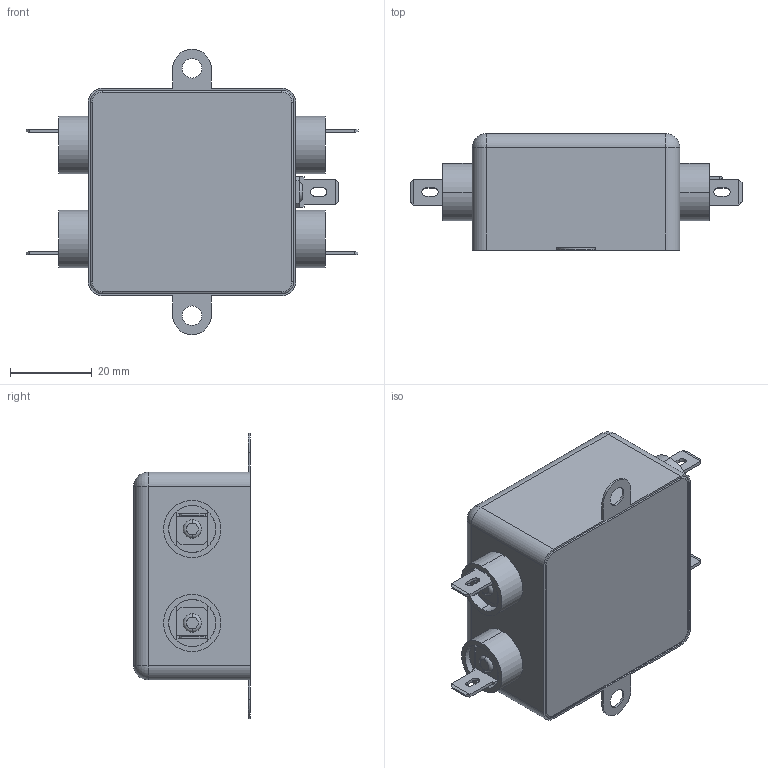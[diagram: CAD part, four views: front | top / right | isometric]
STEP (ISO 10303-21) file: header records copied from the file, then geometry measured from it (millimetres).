
FILE_DESCRIPTION (( 'STEP AP214' ), '1' );
FILE_NAME ('20DBAG5.STEP', '2019-10-01T06:19:33', ( '' ), ( '' ), 'SwSTEP 2.0', 'SolidWorks 2016', '' );
FILE_SCHEMA (( 'AUTOMOTIVE_DESIGN' ));
Length unit declared in the file: millimetre
Products named in the file (1): 85120010
Bounding box: 81.2 x 28.5 x 69.8 mm (x, y, z)
Volume: 76289.7 mm3; surface area: 14410.4 mm2
Topology: 1 solids, 5 shells, 264 faces, 666 edges, 428 vertices
Faces by surface type: plane 170, cylinder 76, torus 14, sphere 4
Entity records: 10842 total; most frequent: DIRECTION 1394, CARTESIAN_POINT 1355, ORIENTED_EDGE 1324, EDGE_CURVE 662, AXIS2_PLACEMENT_3D 467, LINE 460, VECTOR 460, VERTEX_POINT 428
